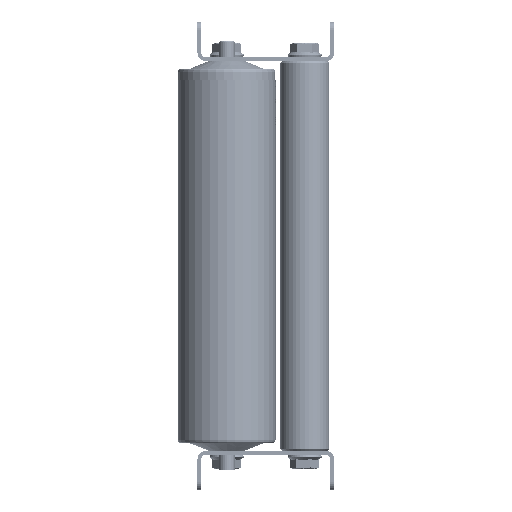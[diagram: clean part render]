
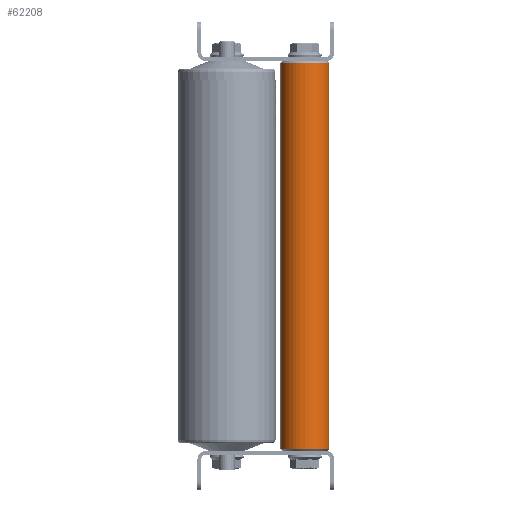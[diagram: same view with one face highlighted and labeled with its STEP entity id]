
A CAD part, left-side view. The second image highlights one B-rep face of the part: STEP entity #62208.
In plain terms, the highlighted cylindrical face has radius 12.5 mm (diameter 25 mm), a partial arc.
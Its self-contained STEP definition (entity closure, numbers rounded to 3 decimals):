
#1873 = VERTEX_POINT ( 'NONE', #40730 ) ;
#3292 = DIRECTION ( 'NONE',  ( 0., 0., -1. ) ) ;
#3667 = DIRECTION ( 'NONE',  ( -1., 0., 0. ) ) ;
#4824 = AXIS2_PLACEMENT_3D ( 'NONE', #7180, #8135, #3292 ) ;
#6262 = VERTEX_POINT ( 'NONE', #15132 ) ;
#7180 = CARTESIAN_POINT ( 'NONE',  ( 199., 0., 0. ) ) ;
#7220 = DIRECTION ( 'NONE',  ( 0., 0., 1. ) ) ;
#8135 = DIRECTION ( 'NONE',  ( -1., 0., 0. ) ) ;
#9133 = ORIENTED_EDGE ( 'NONE', *, *, #32822, .T. ) ;
#10120 = EDGE_CURVE ( 'NONE', #6262, #21082, #58487, .T. ) ;
#12409 = FACE_OUTER_BOUND ( 'NONE', #22626, .T. ) ;
#12724 = CARTESIAN_POINT ( 'NONE',  ( 200., 0., 0. ) ) ;
#13038 = CYLINDRICAL_SURFACE ( 'NONE', #29454, 12.5 ) ;
#14065 = VECTOR ( 'NONE', #59592, 1000. ) ;
#14166 = CIRCLE ( 'NONE', #4824, 12.5 ) ;
#14685 = CARTESIAN_POINT ( 'NONE',  ( 200., 0., 12.5 ) ) ;
#15132 = CARTESIAN_POINT ( 'NONE',  ( 199., 0., 12.5 ) ) ;
#15414 = VERTEX_POINT ( 'NONE', #18803 ) ;
#16650 = LINE ( 'NONE', #51012, #14065 ) ;
#18803 = CARTESIAN_POINT ( 'NONE',  ( 1., 0., -12.5 ) ) ;
#21082 = VERTEX_POINT ( 'NONE', #27867 ) ;
#22626 = EDGE_LOOP ( 'NONE', ( #36683, #33960, #9133, #40352 ) ) ;
#27194 = DIRECTION ( 'NONE',  ( 1., 0., 0. ) ) ;
#27867 = CARTESIAN_POINT ( 'NONE',  ( 1., 0., 12.5 ) ) ;
#29454 = AXIS2_PLACEMENT_3D ( 'NONE', #12724, #56840, #7220 ) ;
#31381 = EDGE_CURVE ( 'NONE', #6262, #1873, #14166, .T. ) ;
#32372 = CARTESIAN_POINT ( 'NONE',  ( 1., 0., 0. ) ) ;
#32822 = EDGE_CURVE ( 'NONE', #15414, #21082, #44418, .T. ) ;
#33947 = VECTOR ( 'NONE', #3667, 1000. ) ;
#33960 = ORIENTED_EDGE ( 'NONE', *, *, #63108, .T. ) ;
#36683 = ORIENTED_EDGE ( 'NONE', *, *, #31381, .T. ) ;
#40352 = ORIENTED_EDGE ( 'NONE', *, *, #10120, .F. ) ;
#40730 = CARTESIAN_POINT ( 'NONE',  ( 199., 0., -12.5 ) ) ;
#44418 = CIRCLE ( 'NONE', #56797, 12.5 ) ;
#51012 = CARTESIAN_POINT ( 'NONE',  ( 200., 0., -12.5 ) ) ;
#56797 = AXIS2_PLACEMENT_3D ( 'NONE', #32372, #27194, #57688 ) ;
#56840 = DIRECTION ( 'NONE',  ( -1., 0., 0. ) ) ;
#57688 = DIRECTION ( 'NONE',  ( 0., 0., -1. ) ) ;
#58487 = LINE ( 'NONE', #14685, #33947 ) ;
#59592 = DIRECTION ( 'NONE',  ( -1., 0., 0. ) ) ;
#62208 = ADVANCED_FACE ( 'NONE', ( #12409 ), #13038, .T. ) ;
#63108 = EDGE_CURVE ( 'NONE', #1873, #15414, #16650, .T. ) ;
